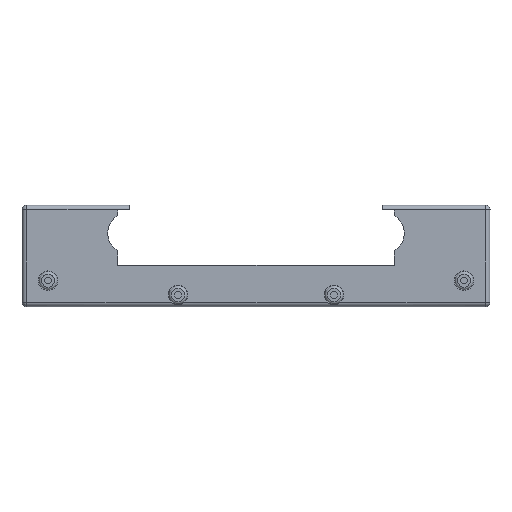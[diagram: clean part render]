
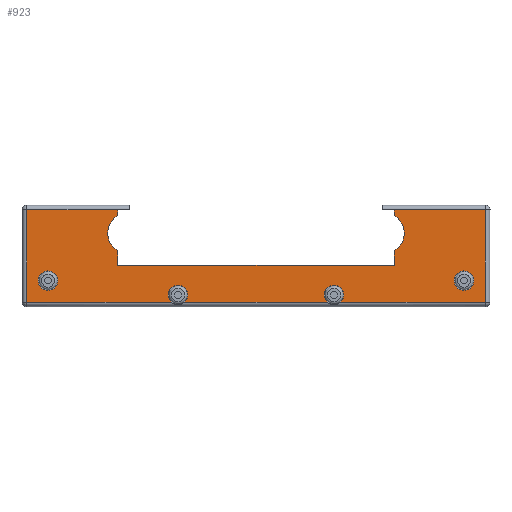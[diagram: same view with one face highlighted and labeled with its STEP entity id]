
A CAD part, top view. The second image highlights one B-rep face of the part: STEP entity #923.
In plain terms, the highlighted planar face has unit normal (0, 0, 1).
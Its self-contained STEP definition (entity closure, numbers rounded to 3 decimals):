
#51=CARTESIAN_POINT('',(356.5,74.5,12.));
#52=VERTEX_POINT('',#51);
#95=CARTESIAN_POINT('',(3.5,74.5,12.));
#96=VERTEX_POINT('',#95);
#121=CARTESIAN_POINT('',(356.5,3.5,12.));
#122=VERTEX_POINT('',#121);
#154=CARTESIAN_POINT('',(3.5,3.5,12.));
#155=VERTEX_POINT('',#154);
#221=CARTESIAN_POINT('',(125.099,3.5,12.));
#222=VERTEX_POINT('',#221);
#223=CARTESIAN_POINT('',(114.901,3.5,12.));
#224=VERTEX_POINT('',#223);
#253=CARTESIAN_POINT('',(114.901,3.5,12.));
#254=DIRECTION('',(-1.0,0.0,0.0));
#255=VECTOR('',#254,111.401);
#256=LINE('',#253,#255);
#257=EDGE_CURVE('',#224,#155,#256,.T.);
#267=CARTESIAN_POINT('',(245.099,3.5,12.));
#268=VERTEX_POINT('',#267);
#269=CARTESIAN_POINT('',(356.5,3.5,12.));
#270=DIRECTION('',(-1.0,0.0,0.0));
#271=VECTOR('',#270,111.401);
#272=LINE('',#269,#271);
#273=EDGE_CURVE('',#122,#268,#272,.T.);
#275=CARTESIAN_POINT('',(234.901,3.5,12.));
#276=VERTEX_POINT('',#275);
#305=CARTESIAN_POINT('',(234.901,3.5,12.));
#306=DIRECTION('',(-1.0,0.0,0.0));
#307=VECTOR('',#306,109.802);
#308=LINE('',#305,#307);
#309=EDGE_CURVE('',#276,#222,#308,.T.);
#327=CARTESIAN_POINT('',(3.5,3.5,12.));
#328=DIRECTION('',(0.0,1.0,0.0));
#329=VECTOR('',#328,71.);
#330=LINE('',#327,#329);
#331=EDGE_CURVE('',#155,#96,#330,.T.);
#381=CARTESIAN_POINT('',(356.5,74.5,12.));
#382=DIRECTION('',(0.,-1.0,0.0));
#383=VECTOR('',#382,71.);
#384=LINE('',#381,#383);
#385=EDGE_CURVE('',#52,#122,#384,.T.);
#445=CARTESIAN_POINT('',(73.5,74.5,12.));
#446=VERTEX_POINT('',#445);
#447=CARTESIAN_POINT('',(3.5,74.5,12.));
#448=DIRECTION('',(1.0,0.0,0.0));
#449=VECTOR('',#448,70.);
#450=LINE('',#447,#449);
#451=EDGE_CURVE('',#96,#446,#450,.T.);
#510=CARTESIAN_POINT('',(286.5,74.5,12.));
#511=VERTEX_POINT('',#510);
#519=CARTESIAN_POINT('',(286.5,74.5,12.));
#520=DIRECTION('',(1.0,0.0,0.0));
#521=VECTOR('',#520,70.);
#522=LINE('',#519,#521);
#523=EDGE_CURVE('',#511,#52,#522,.T.);
#630=CARTESIAN_POINT('',(73.5,70.055,12.));
#631=VERTEX_POINT('',#630);
#632=CARTESIAN_POINT('',(73.5,74.5,12.));
#633=DIRECTION('',(0.0,-1.0,0.0));
#634=VECTOR('',#633,4.445);
#635=LINE('',#632,#634);
#636=EDGE_CURVE('',#446,#631,#635,.T.);
#662=CARTESIAN_POINT('',(127.5,9.,12.));
#663=VERTEX_POINT('',#662);
#664=CARTESIAN_POINT('',(120.0,9.,12.));
#665=DIRECTION('',(0.0,0.0,-1.0));
#666=DIRECTION('',(-1.0,0.0,0.0));
#667=AXIS2_PLACEMENT_3D('',#664,#665,#666);
#668=CIRCLE('',#667,7.5);
#669=EDGE_CURVE('',#663,#222,#668,.T.);
#671=CARTESIAN_POINT('',(120.0,9.,12.));
#672=DIRECTION('',(0.0,0.0,-1.0));
#673=DIRECTION('',(-1.0,0.0,0.0));
#674=AXIS2_PLACEMENT_3D('',#671,#672,#673);
#675=CIRCLE('',#674,7.5);
#676=EDGE_CURVE('',#224,#663,#675,.T.);
#804=CARTESIAN_POINT('',(247.5,9.,12.));
#805=VERTEX_POINT('',#804);
#806=CARTESIAN_POINT('',(240.,9.,12.));
#807=DIRECTION('',(0.0,0.0,-1.0));
#808=DIRECTION('',(-1.0,0.0,0.0));
#809=AXIS2_PLACEMENT_3D('',#806,#807,#808);
#810=CIRCLE('',#809,7.5);
#811=EDGE_CURVE('',#805,#268,#810,.T.);
#813=CARTESIAN_POINT('',(240.,9.,12.));
#814=DIRECTION('',(0.0,0.0,-1.0));
#815=DIRECTION('',(-1.0,0.0,0.0));
#816=AXIS2_PLACEMENT_3D('',#813,#814,#815);
#817=CIRCLE('',#816,7.5);
#818=EDGE_CURVE('',#276,#805,#817,.T.);
#834=CARTESIAN_POINT('',(180.,32.359,12.));
#835=DIRECTION('',(0.0,0.0,1.0));
#836=DIRECTION('',(1.0,0.0,0.0));
#837=AXIS2_PLACEMENT_3D('',#834,#835,#836);
#838=PLANE('',#837);
#839=ORIENTED_EDGE('',*,*,#451,.F.);
#840=ORIENTED_EDGE('',*,*,#331,.F.);
#841=ORIENTED_EDGE('',*,*,#257,.F.);
#842=ORIENTED_EDGE('',*,*,#676,.T.);
#843=ORIENTED_EDGE('',*,*,#669,.T.);
#844=ORIENTED_EDGE('',*,*,#309,.F.);
#845=ORIENTED_EDGE('',*,*,#818,.T.);
#846=ORIENTED_EDGE('',*,*,#811,.T.);
#847=ORIENTED_EDGE('',*,*,#273,.F.);
#848=ORIENTED_EDGE('',*,*,#385,.F.);
#849=ORIENTED_EDGE('',*,*,#523,.F.);
#850=CARTESIAN_POINT('',(286.5,70.055,12.));
#851=VERTEX_POINT('',#850);
#852=CARTESIAN_POINT('',(286.5,70.055,12.));
#853=DIRECTION('',(0.0,1.0,0.0));
#854=VECTOR('',#853,4.445);
#855=LINE('',#852,#854);
#856=EDGE_CURVE('',#851,#511,#855,.T.);
#857=ORIENTED_EDGE('',*,*,#856,.F.);
#858=CARTESIAN_POINT('',(286.5,42.945,12.));
#859=VERTEX_POINT('',#858);
#860=CARTESIAN_POINT('',(278.,56.5,12.));
#861=DIRECTION('',(0.0,0.0,1.));
#862=DIRECTION('',(-0.531,0.847,0.0));
#863=AXIS2_PLACEMENT_3D('',#860,#861,#862);
#864=CIRCLE('',#863,16.0);
#865=EDGE_CURVE('',#859,#851,#864,.T.);
#866=ORIENTED_EDGE('',*,*,#865,.F.);
#867=CARTESIAN_POINT('',(286.5,31.85,12.));
#868=VERTEX_POINT('',#867);
#869=CARTESIAN_POINT('',(286.5,31.85,12.));
#870=DIRECTION('',(0.0,1.0,0.0));
#871=VECTOR('',#870,11.095);
#872=LINE('',#869,#871);
#873=EDGE_CURVE('',#868,#859,#872,.T.);
#874=ORIENTED_EDGE('',*,*,#873,.F.);
#875=CARTESIAN_POINT('',(73.5,31.85,12.));
#876=VERTEX_POINT('',#875);
#877=CARTESIAN_POINT('',(73.5,31.85,12.));
#878=DIRECTION('',(1.0,0.0,0.0));
#879=VECTOR('',#878,213.);
#880=LINE('',#877,#879);
#881=EDGE_CURVE('',#876,#868,#880,.T.);
#882=ORIENTED_EDGE('',*,*,#881,.F.);
#883=CARTESIAN_POINT('',(73.5,42.945,12.));
#884=VERTEX_POINT('',#883);
#885=CARTESIAN_POINT('',(73.5,42.945,12.));
#886=DIRECTION('',(0.0,-1.0,0.0));
#887=VECTOR('',#886,11.095);
#888=LINE('',#885,#887);
#889=EDGE_CURVE('',#884,#876,#888,.T.);
#890=ORIENTED_EDGE('',*,*,#889,.F.);
#891=CARTESIAN_POINT('',(82.,56.5,12.));
#892=DIRECTION('',(0.0,0.0,1.));
#893=DIRECTION('',(0.531,-0.847,0.0));
#894=AXIS2_PLACEMENT_3D('',#891,#892,#893);
#895=CIRCLE('',#894,16.0);
#896=EDGE_CURVE('',#631,#884,#895,.T.);
#897=ORIENTED_EDGE('',*,*,#896,.F.);
#898=ORIENTED_EDGE('',*,*,#636,.F.);
#899=EDGE_LOOP('',(#839,#840,#841,#842,#843,#844,#845,#846,#847,#848,#849,#857,#866,#874,#882,#890,#897,#898));
#900=FACE_OUTER_BOUND('',#899,.T.);
#901=CARTESIAN_POINT('',(347.5,20.0,12.));
#902=VERTEX_POINT('',#901);
#903=CARTESIAN_POINT('',(340.,20.0,12.));
#904=DIRECTION('',(0.0,0.0,-1.0));
#905=DIRECTION('',(-1.0,0.0,0.0));
#906=AXIS2_PLACEMENT_3D('',#903,#904,#905);
#907=CIRCLE('',#906,7.5);
#908=EDGE_CURVE('',#902,#902,#907,.T.);
#909=ORIENTED_EDGE('',*,*,#908,.T.);
#910=EDGE_LOOP('',(#909));
#911=FACE_BOUND('',#910,.T.);
#912=CARTESIAN_POINT('',(27.5,20.0,12.));
#913=VERTEX_POINT('',#912);
#914=CARTESIAN_POINT('',(20.0,20.0,12.));
#915=DIRECTION('',(0.0,0.0,-1.0));
#916=DIRECTION('',(-1.0,0.0,0.0));
#917=AXIS2_PLACEMENT_3D('',#914,#915,#916);
#918=CIRCLE('',#917,7.5);
#919=EDGE_CURVE('',#913,#913,#918,.T.);
#920=ORIENTED_EDGE('',*,*,#919,.T.);
#921=EDGE_LOOP('',(#920));
#922=FACE_BOUND('',#921,.T.);
#923=ADVANCED_FACE('',(#900,#911,#922),#838,.T.);
